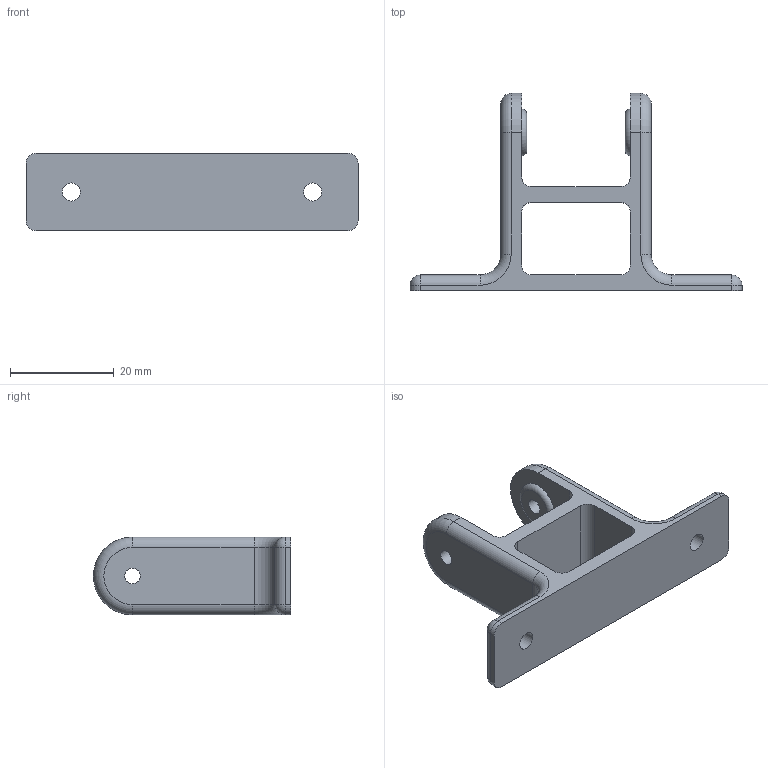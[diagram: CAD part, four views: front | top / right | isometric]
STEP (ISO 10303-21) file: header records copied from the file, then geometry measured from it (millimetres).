
FILE_DESCRIPTION(/* description */ (''),/* implementation_level */ '2;1');
FILE_NAME(/* name */ 'Idler Double.stp',/* time_stamp */ '2020-02-25T17:13:31+00:00',/* author */ ('Ax'),/* organization */ (''),/* preprocessor_version */ 'ST-DEVELOPER v17',/* originating_system */ 'Autodesk Inventor 2019',/* authorisation */ '');
FILE_SCHEMA (('AUTOMOTIVE_DESIGN { 1 0 10303 214 3 1 1 }'));
Length unit declared in the file: millimetre
Products named in the file (1): Idler Double
Bounding box: 64 x 38 x 15 mm (x, y, z)
Volume: 7779.6 mm3; surface area: 5361.2 mm2
Topology: 1 solids, 1 shells, 58 faces, 146 edges, 92 vertices
Faces by surface type: cylinder 28, plane 18, torus 8, sphere 4
Full cylindrical faces by diameter (mm): 3 x2, 3.5 x2
Entity records: 1817 total; most frequent: DIRECTION 340, CARTESIAN_POINT 297, ORIENTED_EDGE 292, EDGE_CURVE 146, AXIS2_PLACEMENT_3D 135, VERTEX_POINT 92, CIRCLE 76, EDGE_LOOP 70
